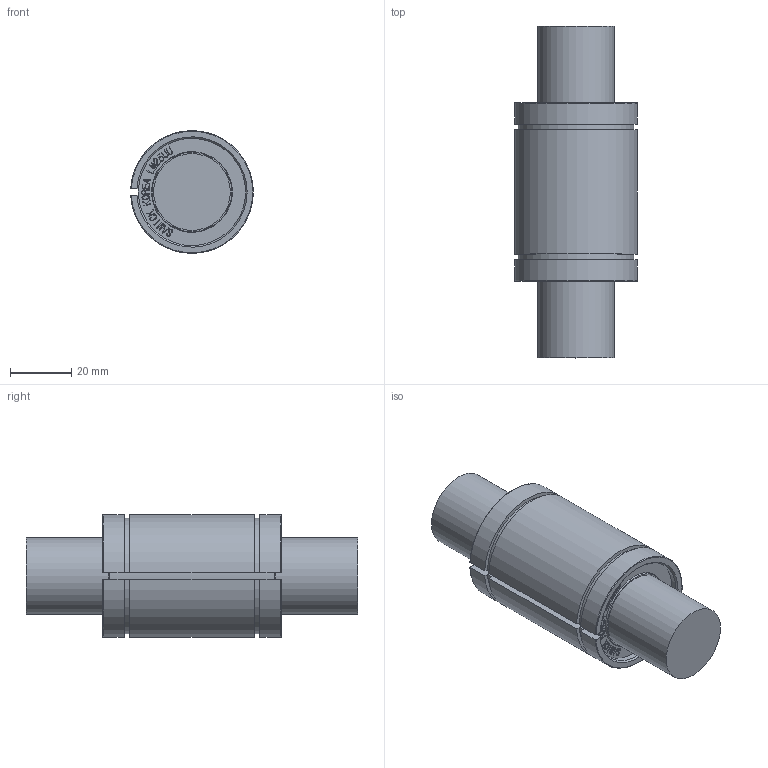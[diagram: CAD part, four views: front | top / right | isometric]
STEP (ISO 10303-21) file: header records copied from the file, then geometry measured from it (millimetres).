
FILE_DESCRIPTION((''),'2;1');
FILE_NAME('LME25UUAJ.stp','2013-02-05T19:10:53',('user2'),(''),'Autodesk Inventor 2012','Autodesk Inventor 2012','');
FILE_SCHEMA(('AUTOMOTIVE_DESIGN { 1 0 10303 214 1 1 1 1 }'));
Length unit declared in the file: millimetre
Products named in the file (1): LME25UUAJ
Bounding box: 39.98 x 108 x 39.99 mm (x, y, z)
Volume: 94454.9 mm3; surface area: 15355.4 mm2
Topology: 1 solids, 1 shells, 862 faces, 2440 edges, 1626 vertices
Faces by surface type: bspline 612, plane 234, cylinder 10, cone 4, torus 2
Full cylindrical faces by diameter (mm): 25 x2
Entity records: 29427 total; most frequent: CARTESIAN_POINT 10465, ORIENTED_EDGE 4868, EDGE_CURVE 2434, DIRECTION 1736, VERTEX_POINT 1624, QUASI_UNIFORM_CURVE 1224, VECTOR 1178, LINE 1178
